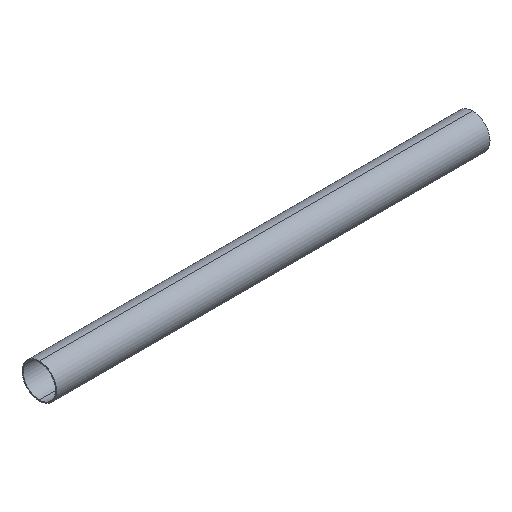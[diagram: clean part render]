
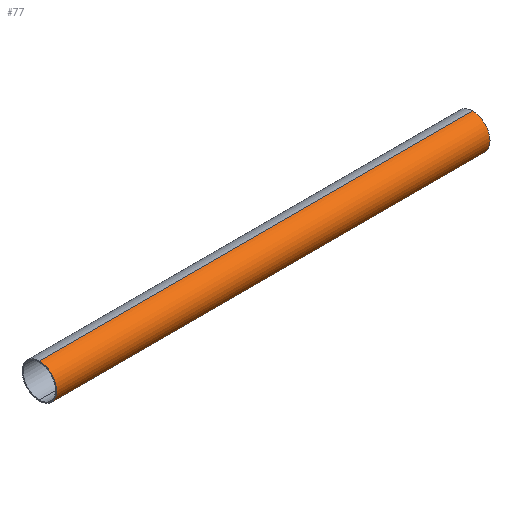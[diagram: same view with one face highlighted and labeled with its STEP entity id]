
A CAD part, isometric view. The second image highlights one B-rep face of the part: STEP entity #77.
In plain terms, the highlighted cylindrical face has radius 200 mm (diameter 400 mm), a partial arc.
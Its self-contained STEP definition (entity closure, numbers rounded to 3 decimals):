
#59 = EDGE_CURVE( '', #93, #101, #129, .T. );
#65 = VERTEX_POINT( '', #137 );
#73 = EDGE_CURVE( '', #65, #81, #146, .T. );
#77 = ADVANCED_FACE( '', ( #151 ), #152, .T. );
#81 = VERTEX_POINT( '', #156 );
#87 = EDGE_CURVE( '', #81, #93, #163, .T. );
#93 = VERTEX_POINT( '', #169 );
#99 = EDGE_CURVE( '', #101, #65, #177, .T. );
#101 = VERTEX_POINT( '', #179 );
#129 = LINE( '', #201, #202 );
#137 = CARTESIAN_POINT( '', ( 5000., 0., 200. ) );
#146 = LINE( '', #221, #222 );
#151 = FACE_OUTER_BOUND( '', #227, .T. );
#152 = CYLINDRICAL_SURFACE( '', #228, 200. );
#156 = CARTESIAN_POINT( '', ( 0., 0., 200. ) );
#163 = CIRCLE( '', #240, 200. );
#169 = CARTESIAN_POINT( '', ( 0., 0., -200. ) );
#177 = CIRCLE( '', #259, 200. );
#179 = CARTESIAN_POINT( '', ( 5000., 0., -200. ) );
#201 = CARTESIAN_POINT( '', ( 0., 0., -200. ) );
#202 = VECTOR( '', #270, 1. );
#221 = CARTESIAN_POINT( '', ( 0., 0., 200. ) );
#222 = VECTOR( '', #294, 1. );
#227 = EDGE_LOOP( '', ( #304, #305, #306, #307 ) );
#228 = AXIS2_PLACEMENT_3D( '', #308, #309, #310 );
#240 = AXIS2_PLACEMENT_3D( '', #319, #320, #321 );
#259 = AXIS2_PLACEMENT_3D( '', #337, #338, #339 );
#270 = DIRECTION( '', ( 1., 0., 0. ) );
#294 = DIRECTION( '', ( -1., 0., 0. ) );
#304 = ORIENTED_EDGE( '', *, *, #59, .T. );
#305 = ORIENTED_EDGE( '', *, *, #99, .T. );
#306 = ORIENTED_EDGE( '', *, *, #73, .T. );
#307 = ORIENTED_EDGE( '', *, *, #87, .T. );
#308 = CARTESIAN_POINT( '', ( 0., 0., 0. ) );
#309 = DIRECTION( '', ( -1., 0., 0. ) );
#310 = DIRECTION( '', ( 0., 0., -1. ) );
#319 = CARTESIAN_POINT( '', ( 0., 0., 0. ) );
#320 = DIRECTION( '', ( 1., 0., 0. ) );
#321 = DIRECTION( '', ( 0., 0., -1. ) );
#337 = CARTESIAN_POINT( '', ( 5000., 0., 0. ) );
#338 = DIRECTION( '', ( -1., 0., 0. ) );
#339 = DIRECTION( '', ( 0., 0., -1. ) );
